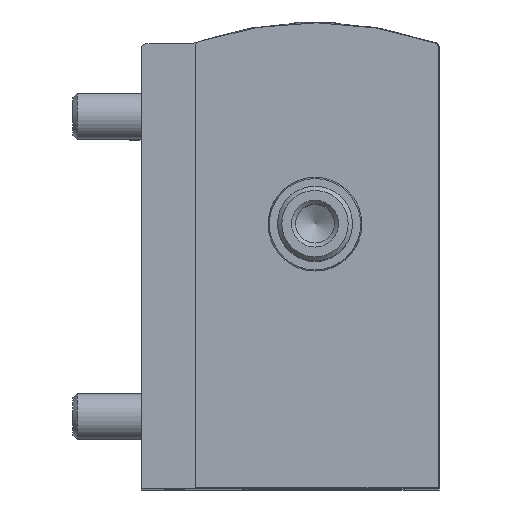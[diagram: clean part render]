
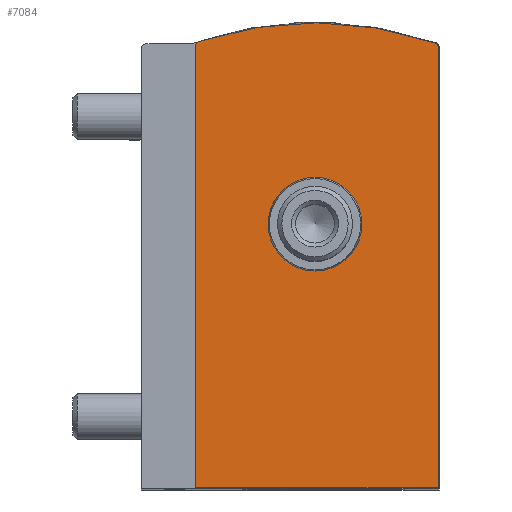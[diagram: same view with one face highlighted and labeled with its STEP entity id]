
A CAD part, top view. The second image highlights one B-rep face of the part: STEP entity #7084.
In plain terms, the highlighted planar face has unit normal (0, 0, 1).
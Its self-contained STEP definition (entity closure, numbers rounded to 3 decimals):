
#98=PLANE('',#7561);
#419=LINE('',#10159,#877);
#421=LINE('',#10163,#879);
#431=LINE('',#10210,#889);
#877=VECTOR('',#8431,1000.);
#879=VECTOR('',#8435,1000.);
#889=VECTOR('',#8481,1000.);
#1549=ORIENTED_EDGE('',*,*,#2955,.T.);
#1550=ORIENTED_EDGE('',*,*,#2922,.T.);
#1551=ORIENTED_EDGE('',*,*,#2924,.T.);
#1552=ORIENTED_EDGE('',*,*,#2926,.T.);
#1553=ORIENTED_EDGE('',*,*,#2953,.T.);
#1554=ORIENTED_EDGE('',*,*,#2954,.T.);
#1555=ORIENTED_EDGE('',*,*,#2664,.T.);
#2664=EDGE_CURVE('',#3398,#3397,#3894,.T.);
#2922=EDGE_CURVE('',#3397,#3628,#4010,.T.);
#2924=EDGE_CURVE('',#3628,#3629,#419,.T.);
#2926=EDGE_CURVE('',#3629,#3630,#421,.T.);
#2953=EDGE_CURVE('',#3630,#3649,#431,.T.);
#2954=EDGE_CURVE('',#3649,#3398,#4028,.T.);
#2955=EDGE_CURVE('',#3650,#3650,#4029,.T.);
#3397=VERTEX_POINT('',#9620);
#3398=VERTEX_POINT('',#9622);
#3628=VERTEX_POINT('',#10154);
#3629=VERTEX_POINT('',#10158);
#3630=VERTEX_POINT('',#10162);
#3649=VERTEX_POINT('',#10209);
#3650=VERTEX_POINT('',#10215);
#3894=CIRCLE('',#7386,39.5);
#4010=CIRCLE('',#7538,0.5);
#4028=CIRCLE('',#7560,0.5);
#4029=CIRCLE('',#7562,5.);
#4219=EDGE_LOOP('',(#1549));
#4220=EDGE_LOOP('',(#1550,#1551,#1552,#1553,#1554,#1555));
#4630=FACE_BOUND('',#4219,.T.);
#4631=FACE_BOUND('',#4220,.T.);
#7084=ADVANCED_FACE('',(#4630,#4631),#98,.T.);
#7386=AXIS2_PLACEMENT_3D('',#9621,#7983,#7984);
#7538=AXIS2_PLACEMENT_3D('',#10155,#8426,#8427);
#7560=AXIS2_PLACEMENT_3D('',#10212,#8484,#8485);
#7561=AXIS2_PLACEMENT_3D('',#10213,#8486,#8487);
#7562=AXIS2_PLACEMENT_3D('',#10214,#8488,#8489);
#7983=DIRECTION('',(0.,0.,1.));
#7984=DIRECTION('',(1.,0.,0.));
#8426=DIRECTION('',(0.,0.,1.));
#8427=DIRECTION('',(1.,0.,0.));
#8431=DIRECTION('',(0.,-1.,0.));
#8435=DIRECTION('',(1.,0.,0.));
#8481=DIRECTION('',(0.,1.,0.));
#8484=DIRECTION('',(0.,0.,1.));
#8485=DIRECTION('',(1.,0.,0.));
#8486=DIRECTION('',(0.,0.,1.));
#8487=DIRECTION('',(1.,0.,0.));
#8488=DIRECTION('',(0.,0.,-1.));
#8489=DIRECTION('',(-1.,0.,0.));
#9620=CARTESIAN_POINT('',(-12.407,47.701,65.8));
#9621=CARTESIAN_POINT('',(0.,10.2,65.8));
#9622=CARTESIAN_POINT('',(12.812,47.564,65.8));
#10154=CARTESIAN_POINT('',(-12.75,47.226,65.8));
#10155=CARTESIAN_POINT('',(-12.25,47.226,65.8));
#10158=CARTESIAN_POINT('',(-12.75,0.1,65.8));
#10159=CARTESIAN_POINT('',(-12.75,47.226,65.8));
#10162=CARTESIAN_POINT('',(13.15,0.1,65.8));
#10163=CARTESIAN_POINT('',(-12.75,0.1,65.8));
#10209=CARTESIAN_POINT('',(13.15,47.091,65.8));
#10210=CARTESIAN_POINT('',(13.15,0.1,65.8));
#10212=CARTESIAN_POINT('',(12.65,47.091,65.8));
#10213=CARTESIAN_POINT('',(-12.25,47.226,65.8));
#10214=CARTESIAN_POINT('',(0.,28.2,65.8));
#10215=CARTESIAN_POINT('',(-5.,28.2,65.8));
